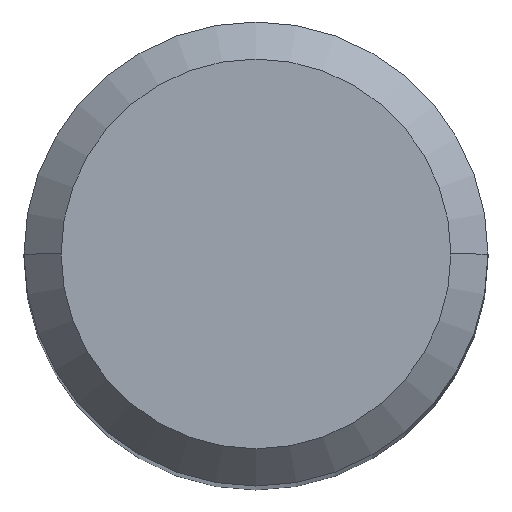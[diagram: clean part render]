
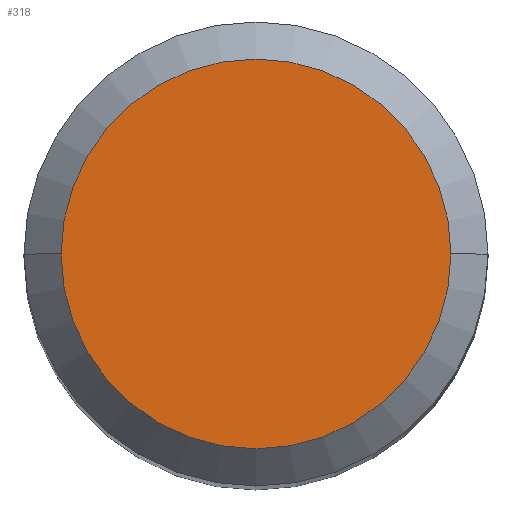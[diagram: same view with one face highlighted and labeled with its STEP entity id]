
A CAD part, top view. The second image highlights one B-rep face of the part: STEP entity #318.
In plain terms, the highlighted planar face has unit normal (0, 0, 1).
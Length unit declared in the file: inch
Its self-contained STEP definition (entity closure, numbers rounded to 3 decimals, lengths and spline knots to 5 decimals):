
#10 = VERTEX_POINT ( 'NONE', #403 ) ;
#14 = AXIS2_PLACEMENT_3D ( 'NONE', #380, #65, #184 ) ;
#42 = EDGE_LOOP ( 'NONE', ( #326, #229 ) ) ;
#45 = EDGE_CURVE ( 'NONE', #295, #10, #104, .T. ) ;
#65 = DIRECTION ( 'NONE',  ( 0., 0., 1. ) ) ;
#90 = AXIS2_PLACEMENT_3D ( 'NONE', #142, #344, #95 ) ;
#95 = DIRECTION ( 'NONE',  ( -1., 0., 0. ) ) ;
#101 = CARTESIAN_POINT ( 'NONE',  ( -0.07875, 0., 0. ) ) ;
#104 = CIRCLE ( 'NONE', #287, 0.07875 ) ;
#142 = CARTESIAN_POINT ( 'NONE',  ( 0., 0.07875, 0. ) ) ;
#172 = CIRCLE ( 'NONE', #14, 0.07875 ) ;
#184 = DIRECTION ( 'NONE',  ( 1., 0., 0. ) ) ;
#229 = ORIENTED_EDGE ( 'NONE', *, *, #330, .T. ) ;
#287 = AXIS2_PLACEMENT_3D ( 'NONE', #359, #328, #304 ) ;
#295 = VERTEX_POINT ( 'NONE', #101 ) ;
#304 = DIRECTION ( 'NONE',  ( 1., 0., 0. ) ) ;
#309 = FACE_OUTER_BOUND ( 'NONE', #42, .T. ) ;
#318 = ADVANCED_FACE ( 'NONE', ( #309 ), #342, .F. ) ;
#326 = ORIENTED_EDGE ( 'NONE', *, *, #45, .T. ) ;
#328 = DIRECTION ( 'NONE',  ( 0., 0., 1. ) ) ;
#330 = EDGE_CURVE ( 'NONE', #10, #295, #172, .T. ) ;
#342 = PLANE ( 'NONE',  #90 ) ;
#344 = DIRECTION ( 'NONE',  ( 0., 0., -1. ) ) ;
#359 = CARTESIAN_POINT ( 'NONE',  ( 0., 0., 0. ) ) ;
#380 = CARTESIAN_POINT ( 'NONE',  ( 0., 0., 0. ) ) ;
#403 = CARTESIAN_POINT ( 'NONE',  ( 0.07875, 0., 0. ) ) ;
